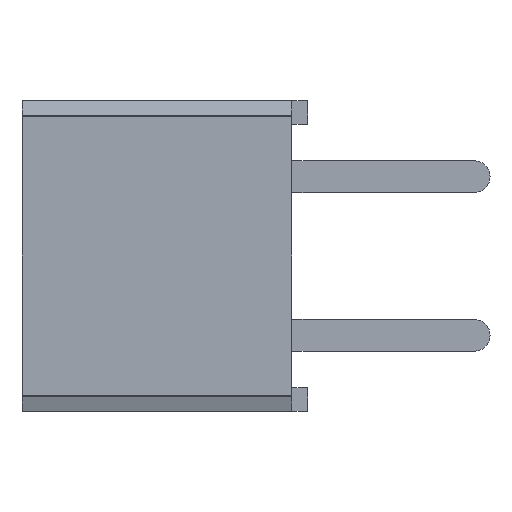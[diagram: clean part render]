
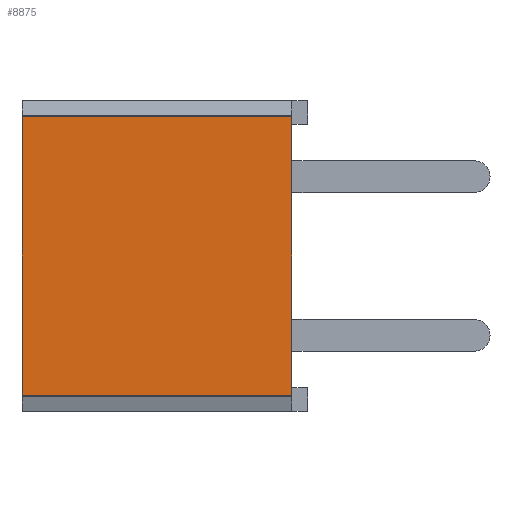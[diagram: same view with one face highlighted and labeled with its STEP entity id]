
A CAD part, left-side view. The second image highlights one B-rep face of the part: STEP entity #8875.
In plain terms, the highlighted planar face has unit normal (-1, 0, 0).
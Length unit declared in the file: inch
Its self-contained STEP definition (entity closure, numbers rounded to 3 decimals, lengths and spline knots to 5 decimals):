
#1643=ORIENTED_EDGE('',*,*,#3436,.T.);
#1644=ORIENTED_EDGE('',*,*,#3437,.T.);
#1645=ORIENTED_EDGE('',*,*,#3438,.T.);
#1646=ORIENTED_EDGE('',*,*,#3439,.F.);
#3436=EDGE_CURVE('',#4433,#4434,#5480,.T.);
#3437=EDGE_CURVE('',#4434,#4435,#5481,.T.);
#3438=EDGE_CURVE('',#4435,#4436,#5482,.T.);
#3439=EDGE_CURVE('',#4433,#4436,#5483,.T.);
#4433=VERTEX_POINT('',#13568);
#4434=VERTEX_POINT('',#13569);
#4435=VERTEX_POINT('',#13571);
#4436=VERTEX_POINT('',#13573);
#5480=LINE('',#13567,#6700);
#5481=LINE('',#13570,#6701);
#5482=LINE('',#13572,#6702);
#5483=LINE('',#13574,#6703);
#6700=VECTOR('',#11066,39.37008);
#6701=VECTOR('',#11067,39.37008);
#6702=VECTOR('',#11068,39.37008);
#6703=VECTOR('',#11069,39.37008);
#7419=EDGE_LOOP('',(#1643,#1644,#1645,#1646));
#7931=FACE_BOUND('',#7419,.T.);
#8403=PLANE('',#9406);
#8875=ADVANCED_FACE('',(#7931),#8403,.F.);
#9406=AXIS2_PLACEMENT_3D('',#13566,#11064,#11065);
#11064=DIRECTION('',(1.,0.,0.));
#11065=DIRECTION('',(0.,0.,-1.));
#11066=DIRECTION('',(0.,-1.,0.));
#11067=DIRECTION('',(0.,0.,1.));
#11068=DIRECTION('',(0.,1.,0.));
#11069=DIRECTION('',(0.,0.,1.));
#13566=CARTESIAN_POINT('',(-0.2045,0.18,-0.098));
#13567=CARTESIAN_POINT('',(-0.2045,0.18,-0.08838));
#13568=CARTESIAN_POINT('',(-0.2045,0.18,-0.08838));
#13569=CARTESIAN_POINT('',(-0.2045,0.01,-0.08838));
#13570=CARTESIAN_POINT('',(-0.2045,0.01,-0.083));
#13571=CARTESIAN_POINT('',(-0.2045,0.01,0.08838));
#13572=CARTESIAN_POINT('',(-0.2045,0.18,0.08838));
#13573=CARTESIAN_POINT('',(-0.2045,0.18,0.08838));
#13574=CARTESIAN_POINT('',(-0.2045,0.18,-0.098));
